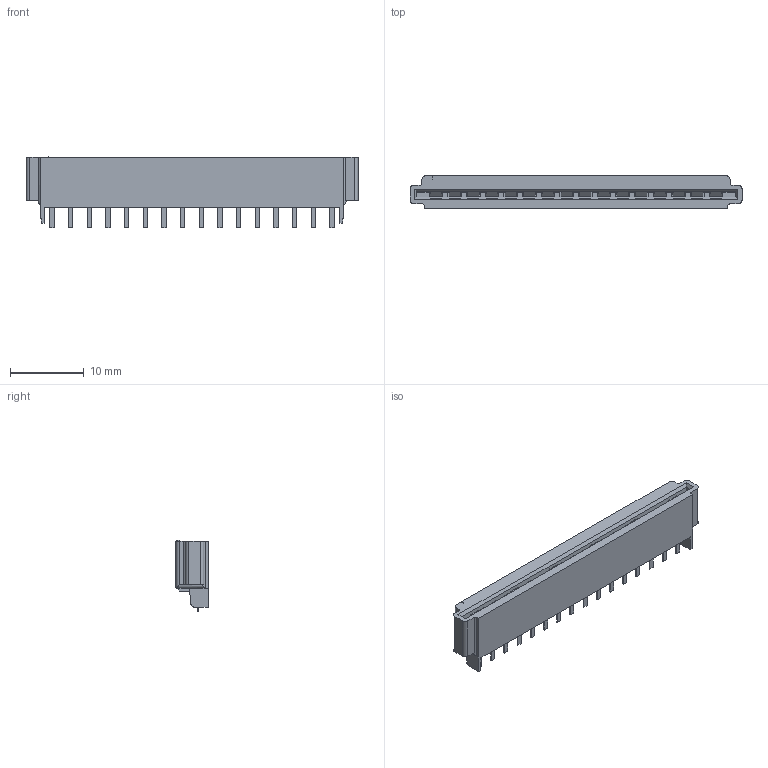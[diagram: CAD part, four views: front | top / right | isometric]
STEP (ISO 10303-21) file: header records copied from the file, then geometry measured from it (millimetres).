
FILE_DESCRIPTION((''),'2;1');
FILE_NAME('C-6-520415-6','2019-02-27T04:20:48',('workeradm'),('TE Connectivity Ltd.'),'CREO PARAMETRIC BY PTC INC, 2018190','CREO PARAMETRIC BY PTC INC, 2018190','');
FILE_SCHEMA(('AUTOMOTIVE_DESIGN { 1 0 10303 214 1 1 1 1 }'));
Length unit declared in the file: millimetre
Products named in the file (1): C-6-520415-6
Bounding box: 45.16 x 4.39 x 9.73 mm (x, y, z)
Volume: 1126.9 mm3; surface area: 1744.7 mm2
Topology: 1 solids, 1 shells, 539 faces, 1441 edges, 970 vertices
Faces by surface type: plane 429, cylinder 62, bspline 16, torus 16, cone 16
Entity records: 18344 total; most frequent: CARTESIAN_POINT 4793, ORIENTED_EDGE 2882, DIRECTION 2511, EDGE_CURVE 1441, VECTOR 1201, LINE 1201, VERTEX_POINT 970, EDGE_LOOP 669
